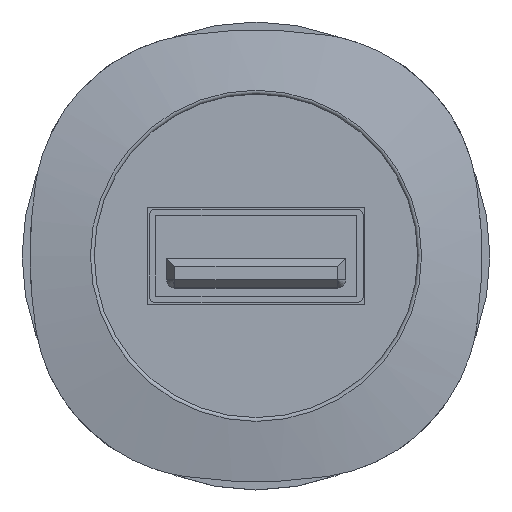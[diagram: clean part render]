
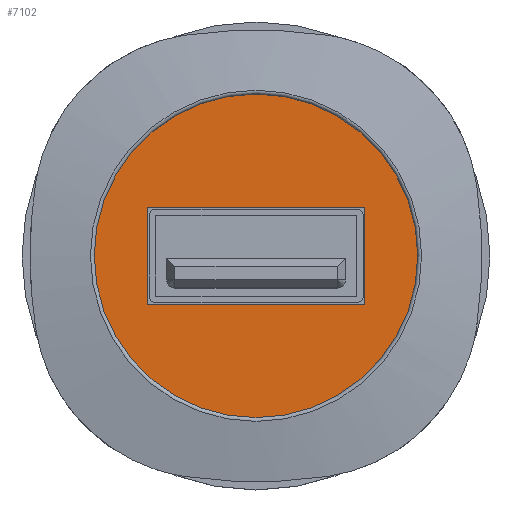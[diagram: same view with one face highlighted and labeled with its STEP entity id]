
A CAD part, top view. The second image highlights one B-rep face of the part: STEP entity #7102.
In plain terms, the highlighted planar face has unit normal (0, 0, 1).
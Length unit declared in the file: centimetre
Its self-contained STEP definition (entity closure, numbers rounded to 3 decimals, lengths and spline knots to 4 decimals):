
#475=FACE_BOUND('',#1363,.T.);
#606=CIRCLE('',#7470,1.0025);
#965=FACE_OUTER_BOUND('',#1362,.T.);
#1362=EDGE_LOOP('',(#6309));
#1363=EDGE_LOOP('',(#6310,#6311,#6312,#6313));
#1879=LINE('',#10274,#2525);
#1898=LINE('',#10309,#2544);
#2006=LINE('',#13493,#2652);
#2007=LINE('',#13495,#2653);
#2525=VECTOR('',#8609,0.6);
#2544=VECTOR('',#8642,1.35);
#2652=VECTOR('',#8862,0.6);
#2653=VECTOR('',#8865,1.35);
#3082=VERTEX_POINT('',#10271);
#3083=VERTEX_POINT('',#10273);
#3092=VERTEX_POINT('',#10307);
#3334=VERTEX_POINT('',#13438);
#3343=VERTEX_POINT('',#13491);
#3957=EDGE_CURVE('',#3083,#3082,#1879,.T.);
#3976=EDGE_CURVE('',#3082,#3092,#1898,.T.);
#4246=EDGE_CURVE('',#3334,#3334,#606,.T.);
#4272=EDGE_CURVE('',#3092,#3343,#2006,.T.);
#4273=EDGE_CURVE('',#3343,#3083,#2007,.T.);
#6309=ORIENTED_EDGE('',*,*,#4246,.T.);
#6310=ORIENTED_EDGE('',*,*,#4272,.T.);
#6311=ORIENTED_EDGE('',*,*,#4273,.T.);
#6312=ORIENTED_EDGE('',*,*,#3957,.T.);
#6313=ORIENTED_EDGE('',*,*,#3976,.T.);
#6757=PLANE('',#7532);
#7102=ADVANCED_FACE('',(#965,#475),#6757,.T.);
#7470=AXIS2_PLACEMENT_3D('',#13439,#8797,#8798);
#7532=AXIS2_PLACEMENT_3D('',#16949,#8956,#8957);
#8609=DIRECTION('',(0.,-1.,0.));
#8642=DIRECTION('',(-1.,0.,0.));
#8797=DIRECTION('center_axis',(0.,0.,
1.));
#8798=DIRECTION('ref_axis',(-1.,0.,0.));
#8862=DIRECTION('',(0.,1.,0.));
#8865=DIRECTION('',(1.,0.,0.));
#8956=DIRECTION('center_axis',(0.,0.,
1.));
#8957=DIRECTION('ref_axis',(0.,-1.,0.));
#10271=CARTESIAN_POINT('',(-1.451,-1.5908,0.2889));
#10273=CARTESIAN_POINT('',(-1.451,-0.9908,0.2889));
#10274=CARTESIAN_POINT('',(-1.451,-1.4408,0.2889));
#10307=CARTESIAN_POINT('',(-2.801,-1.5908,0.2889));
#10309=CARTESIAN_POINT('',(-2.7141,-1.5908,0.2889));
#13438=CARTESIAN_POINT('',(-3.1285,-1.2908,0.2889));
#13439=CARTESIAN_POINT('Origin',(-2.126,-1.2908,0.2889));
#13491=CARTESIAN_POINT('',(-2.801,-0.9908,0.2889));
#13493=CARTESIAN_POINT('',(-2.801,-1.1408,0.2889));
#13495=CARTESIAN_POINT('',(-2.0391,-0.9908,0.2889));
#16949=CARTESIAN_POINT('Origin',(-2.6273,-1.2908,0.2889));
